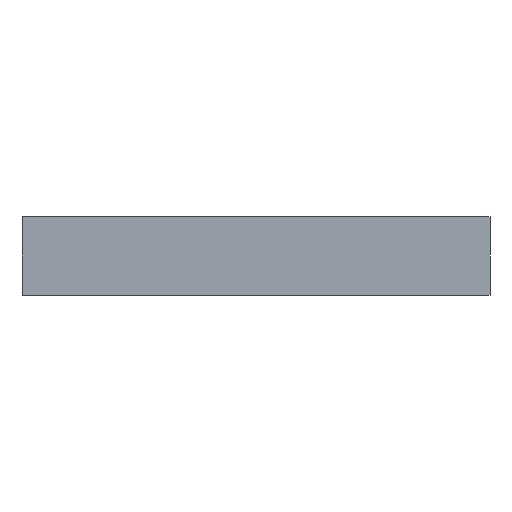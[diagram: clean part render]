
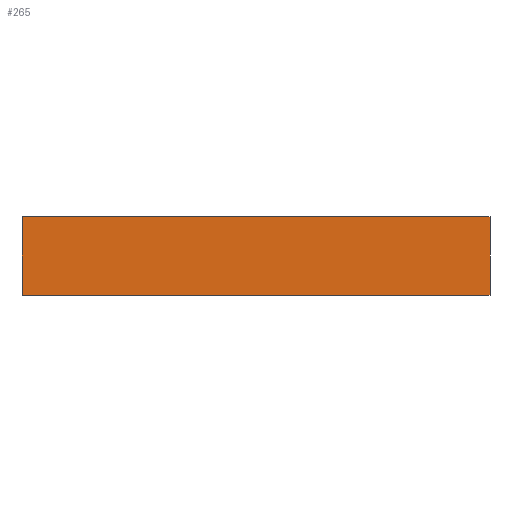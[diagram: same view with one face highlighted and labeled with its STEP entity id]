
A CAD part, left-side view. The second image highlights one B-rep face of the part: STEP entity #265.
In plain terms, the highlighted planar face has unit normal (-1, 0, 0).
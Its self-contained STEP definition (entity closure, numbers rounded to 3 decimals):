
#265 = ADVANCED_FACE( '', ( #629 ), #630, .T. );
#629 = FACE_OUTER_BOUND( '', #1126, .T. );
#630 = PLANE( '', #1127 );
#1126 = EDGE_LOOP( '', ( #2095, #2096, #2097, #2098 ) );
#1127 = AXIS2_PLACEMENT_3D( '', #2099, #2100, #2101 );
#2095 = ORIENTED_EDGE( '', *, *, #3471, .F. );
#2096 = ORIENTED_EDGE( '', *, *, #3446, .F. );
#2097 = ORIENTED_EDGE( '', *, *, #3472, .T. );
#2098 = ORIENTED_EDGE( '', *, *, #3473, .T. );
#2099 = CARTESIAN_POINT( '', ( -122.5, 209., -35. ) );
#2100 = DIRECTION( '', ( -1., 0., 0. ) );
#2101 = DIRECTION( '', ( 0., -1., 0. ) );
#3446 = EDGE_CURVE( '', #4047, #4043, #4049, .T. );
#3471 = EDGE_CURVE( '', #4043, #4084, #4085, .T. );
#3472 = EDGE_CURVE( '', #4047, #4086, #4087, .T. );
#3473 = EDGE_CURVE( '', #4086, #4084, #4088, .T. );
#4043 = VERTEX_POINT( '', #5370 );
#4047 = VERTEX_POINT( '', #5376 );
#4049 = LINE( '', #5379, #5380 );
#4084 = VERTEX_POINT( '', #5585 );
#4085 = LINE( '', #5586, #5587 );
#4086 = VERTEX_POINT( '', #5588 );
#4087 = LINE( '', #5589, #5590 );
#4088 = LINE( '', #5591, #5592 );
#5370 = CARTESIAN_POINT( '', ( -122.5, 209., 0. ) );
#5376 = CARTESIAN_POINT( '', ( -122.5, 209., -35. ) );
#5379 = CARTESIAN_POINT( '', ( -122.5, 209., -35. ) );
#5380 = VECTOR( '', #6708, 1000. );
#5585 = CARTESIAN_POINT( '', ( -122.5, 0., 0. ) );
#5586 = CARTESIAN_POINT( '', ( -122.5, 209., 0. ) );
#5587 = VECTOR( '', #6719, 1000. );
#5588 = CARTESIAN_POINT( '', ( -122.5, 0., -35. ) );
#5589 = CARTESIAN_POINT( '', ( -122.5, 209., -35. ) );
#5590 = VECTOR( '', #6720, 1000. );
#5591 = CARTESIAN_POINT( '', ( -122.5, 0., -35. ) );
#5592 = VECTOR( '', #6721, 1000. );
#6708 = DIRECTION( '', ( 0., 0., 1. ) );
#6719 = DIRECTION( '', ( 0., -1., 0. ) );
#6720 = DIRECTION( '', ( 0., -1., 0. ) );
#6721 = DIRECTION( '', ( 0., 0., 1. ) );
